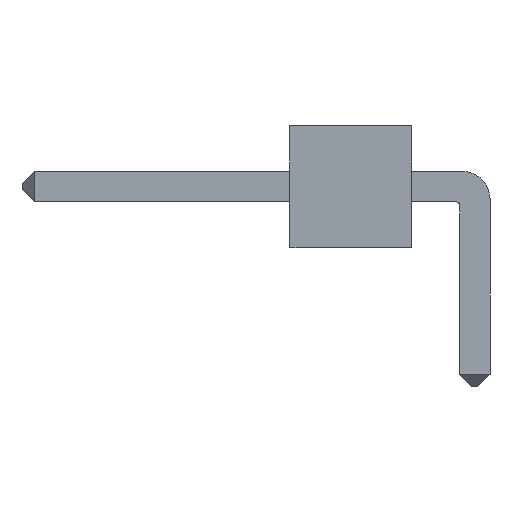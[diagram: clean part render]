
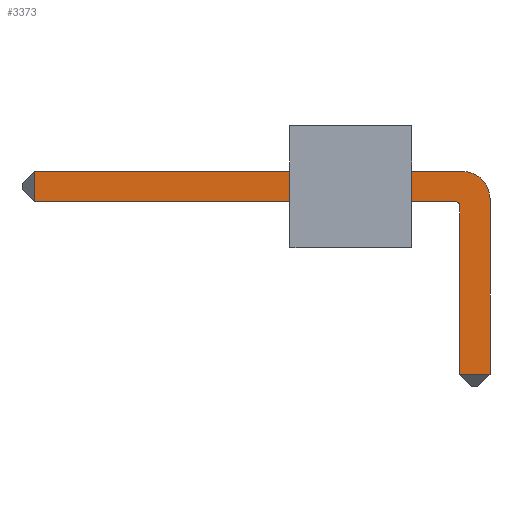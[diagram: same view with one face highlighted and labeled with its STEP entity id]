
A CAD part, left-side view. The second image highlights one B-rep face of the part: STEP entity #3373.
In plain terms, the highlighted planar face has unit normal (-1, 0, 0).
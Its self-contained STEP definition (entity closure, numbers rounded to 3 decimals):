
#2516 = VERTEX_POINT('',#2517);
#2517 = CARTESIAN_POINT('',(-0.33,-0.33,-2.736));
#2526 = PLANE('',#2527);
#2527 = AXIS2_PLACEMENT_3D('',#2528,#2529,#2530);
#2528 = CARTESIAN_POINT('',(-0.198,-0.33,-2.868));
#2529 = DIRECTION('',(-0.707,0.,-0.707));
#2530 = DIRECTION('',(0.,1.,0.));
#2550 = EDGE_CURVE('',#2516,#2551,#2553,.T.);
#2551 = VERTEX_POINT('',#2552);
#2552 = CARTESIAN_POINT('',(-0.33,0.33,-2.736));
#2553 = SURFACE_CURVE('',#2554,(#2558,#2565),.PCURVE_S1.);
#2554 = LINE('',#2555,#2556);
#2555 = CARTESIAN_POINT('',(-0.33,-0.33,-2.736));
#2556 = VECTOR('',#2557,1.);
#2557 = DIRECTION('',(0.,1.,0.));
#2558 = PCURVE('',#2526,#2559);
#2559 = DEFINITIONAL_REPRESENTATION('',(#2560),#2564);
#2560 = LINE('',#2561,#2562);
#2561 = CARTESIAN_POINT('',(0.,-0.187));
#2562 = VECTOR('',#2563,1.);
#2563 = DIRECTION('',(1.,0.));
#2564 = ( GEOMETRIC_REPRESENTATION_CONTEXT(2) 
PARAMETRIC_REPRESENTATION_CONTEXT() REPRESENTATION_CONTEXT('2D SPACE',''
  ) );
#2565 = PCURVE('',#2566,#2571);
#2566 = PLANE('',#2567);
#2567 = AXIS2_PLACEMENT_3D('',#2568,#2569,#2570);
#2568 = CARTESIAN_POINT('',(-0.33,3.439,0.65));
#2569 = DIRECTION('',(-1.,-0.,-0.));
#2570 = DIRECTION('',(0.,0.,-1.));
#2571 = DEFINITIONAL_REPRESENTATION('',(#2572),#2576);
#2572 = LINE('',#2573,#2574);
#2573 = CARTESIAN_POINT('',(3.386,3.769));
#2574 = VECTOR('',#2575,1.);
#2575 = DIRECTION('',(0.,-1.));
#2576 = ( GEOMETRIC_REPRESENTATION_CONTEXT(2) 
PARAMETRIC_REPRESENTATION_CONTEXT() REPRESENTATION_CONTEXT('2D SPACE',''
  ) );
#2652 = PLANE('',#2653);
#2653 = AXIS2_PLACEMENT_3D('',#2654,#2655,#2656);
#2654 = CARTESIAN_POINT('',(-0.33,0.33,-3.));
#2655 = DIRECTION('',(0.,1.,0.));
#2656 = DIRECTION('',(0.,0.,1.));
#2717 = VERTEX_POINT('',#2718);
#2718 = CARTESIAN_POINT('',(-0.33,9.536,0.99));
#2727 = PLANE('',#2728);
#2728 = AXIS2_PLACEMENT_3D('',#2729,#2730,#2731);
#2729 = CARTESIAN_POINT('',(-0.198,9.668,0.99));
#2730 = DIRECTION('',(0.707,-0.707,0.));
#2731 = DIRECTION('',(-0.,-0.,-1.));
#2751 = EDGE_CURVE('',#2717,#2752,#2754,.T.);
#2752 = VERTEX_POINT('',#2753);
#2753 = CARTESIAN_POINT('',(-0.33,9.536,1.65));
#2754 = SURFACE_CURVE('',#2755,(#2759,#2766),.PCURVE_S1.);
#2755 = LINE('',#2756,#2757);
#2756 = CARTESIAN_POINT('',(-0.33,9.536,0.99));
#2757 = VECTOR('',#2758,1.);
#2758 = DIRECTION('',(0.,0.,1.));
#2759 = PCURVE('',#2727,#2760);
#2760 = DEFINITIONAL_REPRESENTATION('',(#2761),#2765);
#2761 = LINE('',#2762,#2763);
#2762 = CARTESIAN_POINT('',(-0.,-0.187));
#2763 = VECTOR('',#2764,1.);
#2764 = DIRECTION('',(-1.,0.));
#2765 = ( GEOMETRIC_REPRESENTATION_CONTEXT(2) 
PARAMETRIC_REPRESENTATION_CONTEXT() REPRESENTATION_CONTEXT('2D SPACE',''
  ) );
#2766 = PCURVE('',#2566,#2767);
#2767 = DEFINITIONAL_REPRESENTATION('',(#2768),#2772);
#2768 = LINE('',#2769,#2770);
#2769 = CARTESIAN_POINT('',(-0.34,-6.097));
#2770 = VECTOR('',#2771,1.);
#2771 = DIRECTION('',(-1.,0.));
#2772 = ( GEOMETRIC_REPRESENTATION_CONTEXT(2) 
PARAMETRIC_REPRESENTATION_CONTEXT() REPRESENTATION_CONTEXT('2D SPACE',''
  ) );
#2897 = PLANE('',#2898);
#2898 = AXIS2_PLACEMENT_3D('',#2899,#2900,#2901);
#2899 = CARTESIAN_POINT('',(-0.33,-0.33,0.99));
#2900 = DIRECTION('',(0.,0.,1.));
#2901 = DIRECTION('',(1.,0.,0.));
#2912 = EDGE_CURVE('',#2913,#2717,#2915,.T.);
#2913 = VERTEX_POINT('',#2914);
#2914 = CARTESIAN_POINT('',(-0.33,0.396,0.99));
#2915 = SURFACE_CURVE('',#2916,(#2920,#2927),.PCURVE_S1.);
#2916 = LINE('',#2917,#2918);
#2917 = CARTESIAN_POINT('',(-0.33,-0.33,0.99));
#2918 = VECTOR('',#2919,1.);
#2919 = DIRECTION('',(0.,1.,0.));
#2920 = PCURVE('',#2897,#2921);
#2921 = DEFINITIONAL_REPRESENTATION('',(#2922),#2926);
#2922 = LINE('',#2923,#2924);
#2923 = CARTESIAN_POINT('',(0.,0.));
#2924 = VECTOR('',#2925,1.);
#2925 = DIRECTION('',(0.,1.));
#2926 = ( GEOMETRIC_REPRESENTATION_CONTEXT(2) 
PARAMETRIC_REPRESENTATION_CONTEXT() REPRESENTATION_CONTEXT('2D SPACE',''
  ) );
#2927 = PCURVE('',#2566,#2928);
#2928 = DEFINITIONAL_REPRESENTATION('',(#2929),#2933);
#2929 = LINE('',#2930,#2931);
#2930 = CARTESIAN_POINT('',(-0.34,3.769));
#2931 = VECTOR('',#2932,1.);
#2932 = DIRECTION('',(0.,-1.));
#2933 = ( GEOMETRIC_REPRESENTATION_CONTEXT(2) 
PARAMETRIC_REPRESENTATION_CONTEXT() REPRESENTATION_CONTEXT('2D SPACE',''
  ) );
#2951 = CYLINDRICAL_SURFACE('',#2952,0.066);
#2952 = AXIS2_PLACEMENT_3D('',#2953,#2954,#2955);
#2953 = CARTESIAN_POINT('',(-0.33,0.396,0.924));
#2954 = DIRECTION('',(1.,0.,0.));
#2955 = DIRECTION('',(0.,0.,1.));
#2993 = EDGE_CURVE('',#2913,#2994,#2996,.T.);
#2994 = VERTEX_POINT('',#2995);
#2995 = CARTESIAN_POINT('',(-0.33,0.33,0.924));
#2996 = SURFACE_CURVE('',#2997,(#3002,#3009),.PCURVE_S1.);
#2997 = CIRCLE('',#2998,0.066);
#2998 = AXIS2_PLACEMENT_3D('',#2999,#3000,#3001);
#2999 = CARTESIAN_POINT('',(-0.33,0.396,0.924));
#3000 = DIRECTION('',(1.,0.,-0.));
#3001 = DIRECTION('',(0.,0.,1.));
#3002 = PCURVE('',#2951,#3003);
#3003 = DEFINITIONAL_REPRESENTATION('',(#3004),#3008);
#3004 = LINE('',#3005,#3006);
#3005 = CARTESIAN_POINT('',(0.,0.));
#3006 = VECTOR('',#3007,1.);
#3007 = DIRECTION('',(1.,0.));
#3008 = ( GEOMETRIC_REPRESENTATION_CONTEXT(2) 
PARAMETRIC_REPRESENTATION_CONTEXT() REPRESENTATION_CONTEXT('2D SPACE',''
  ) );
#3009 = PCURVE('',#2566,#3010);
#3010 = DEFINITIONAL_REPRESENTATION('',(#3011),#3019);
#3011 = ( BOUNDED_CURVE() B_SPLINE_CURVE(2,(#3012,#3013,#3014,#3015,
#3016,#3017,#3018),.UNSPECIFIED.,.T.,.F.) B_SPLINE_CURVE_WITH_KNOTS((1,2
    ,2,2,2,1),(-2.094,0.,2.094,4.189,
6.283,8.378),.UNSPECIFIED.) CURVE() 
GEOMETRIC_REPRESENTATION_ITEM() RATIONAL_B_SPLINE_CURVE((1.,0.5,1.,0.5,
1.,0.5,1.)) REPRESENTATION_ITEM('') );
#3012 = CARTESIAN_POINT('',(-0.34,3.043));
#3013 = CARTESIAN_POINT('',(-0.34,3.157));
#3014 = CARTESIAN_POINT('',(-0.241,3.1));
#3015 = CARTESIAN_POINT('',(-0.142,3.043));
#3016 = CARTESIAN_POINT('',(-0.241,2.986));
#3017 = CARTESIAN_POINT('',(-0.34,2.929));
#3018 = CARTESIAN_POINT('',(-0.34,3.043));
#3019 = ( GEOMETRIC_REPRESENTATION_CONTEXT(2) 
PARAMETRIC_REPRESENTATION_CONTEXT() REPRESENTATION_CONTEXT('2D SPACE',''
  ) );
#3092 = EDGE_CURVE('',#2551,#2994,#3093,.T.);
#3093 = SURFACE_CURVE('',#3094,(#3098,#3105),.PCURVE_S1.);
#3094 = LINE('',#3095,#3096);
#3095 = CARTESIAN_POINT('',(-0.33,0.33,-3.));
#3096 = VECTOR('',#3097,1.);
#3097 = DIRECTION('',(0.,0.,1.));
#3098 = PCURVE('',#2652,#3099);
#3099 = DEFINITIONAL_REPRESENTATION('',(#3100),#3104);
#3100 = LINE('',#3101,#3102);
#3101 = CARTESIAN_POINT('',(0.,0.));
#3102 = VECTOR('',#3103,1.);
#3103 = DIRECTION('',(1.,0.));
#3104 = ( GEOMETRIC_REPRESENTATION_CONTEXT(2) 
PARAMETRIC_REPRESENTATION_CONTEXT() REPRESENTATION_CONTEXT('2D SPACE',''
  ) );
#3105 = PCURVE('',#2566,#3106);
#3106 = DEFINITIONAL_REPRESENTATION('',(#3107),#3111);
#3107 = LINE('',#3108,#3109);
#3108 = CARTESIAN_POINT('',(3.65,3.109));
#3109 = VECTOR('',#3110,1.);
#3110 = DIRECTION('',(-1.,0.));
#3111 = ( GEOMETRIC_REPRESENTATION_CONTEXT(2) 
PARAMETRIC_REPRESENTATION_CONTEXT() REPRESENTATION_CONTEXT('2D SPACE',''
  ) );
#3205 = PLANE('',#3206);
#3206 = AXIS2_PLACEMENT_3D('',#3207,#3208,#3209);
#3207 = CARTESIAN_POINT('',(0.,4.9,1.65));
#3208 = DIRECTION('',(0.,0.,1.));
#3209 = DIRECTION('',(0.,1.,0.));
#3264 = PLANE('',#3265);
#3265 = AXIS2_PLACEMENT_3D('',#3266,#3267,#3268);
#3266 = CARTESIAN_POINT('',(-0.33,-0.33,-3.));
#3267 = DIRECTION('',(0.,1.,0.));
#3268 = DIRECTION('',(0.,0.,1.));
#3373 = ADVANCED_FACE('',(#3374),#2566,.T.);
#3374 = FACE_BOUND('',#3375,.T.);
#3375 = EDGE_LOOP('',(#3376,#3377,#3378,#3379,#3380,#3403,#3432,#3453));
#3376 = ORIENTED_EDGE('',*,*,#2912,.F.);
#3377 = ORIENTED_EDGE('',*,*,#2993,.T.);
#3378 = ORIENTED_EDGE('',*,*,#3092,.F.);
#3379 = ORIENTED_EDGE('',*,*,#2550,.F.);
#3380 = ORIENTED_EDGE('',*,*,#3381,.T.);
#3381 = EDGE_CURVE('',#2516,#3382,#3384,.T.);
#3382 = VERTEX_POINT('',#3383);
#3383 = CARTESIAN_POINT('',(-0.33,-0.33,1.056));
#3384 = SURFACE_CURVE('',#3385,(#3389,#3396),.PCURVE_S1.);
#3385 = LINE('',#3386,#3387);
#3386 = CARTESIAN_POINT('',(-0.33,-0.33,-3.));
#3387 = VECTOR('',#3388,1.);
#3388 = DIRECTION('',(0.,0.,1.));
#3389 = PCURVE('',#2566,#3390);
#3390 = DEFINITIONAL_REPRESENTATION('',(#3391),#3395);
#3391 = LINE('',#3392,#3393);
#3392 = CARTESIAN_POINT('',(3.65,3.769));
#3393 = VECTOR('',#3394,1.);
#3394 = DIRECTION('',(-1.,0.));
#3395 = ( GEOMETRIC_REPRESENTATION_CONTEXT(2) 
PARAMETRIC_REPRESENTATION_CONTEXT() REPRESENTATION_CONTEXT('2D SPACE',''
  ) );
#3396 = PCURVE('',#3264,#3397);
#3397 = DEFINITIONAL_REPRESENTATION('',(#3398),#3402);
#3398 = LINE('',#3399,#3400);
#3399 = CARTESIAN_POINT('',(0.,0.));
#3400 = VECTOR('',#3401,1.);
#3401 = DIRECTION('',(1.,0.));
#3402 = ( GEOMETRIC_REPRESENTATION_CONTEXT(2) 
PARAMETRIC_REPRESENTATION_CONTEXT() REPRESENTATION_CONTEXT('2D SPACE',''
  ) );
#3403 = ORIENTED_EDGE('',*,*,#3404,.T.);
#3404 = EDGE_CURVE('',#3382,#3405,#3407,.T.);
#3405 = VERTEX_POINT('',#3406);
#3406 = CARTESIAN_POINT('',(-0.33,0.264,1.65));
#3407 = SURFACE_CURVE('',#3408,(#3413,#3420),.PCURVE_S1.);
#3408 = CIRCLE('',#3409,0.594);
#3409 = AXIS2_PLACEMENT_3D('',#3410,#3411,#3412);
#3410 = CARTESIAN_POINT('',(-0.33,0.264,1.056));
#3411 = DIRECTION('',(-1.,0.,0.));
#3412 = DIRECTION('',(0.,0.,1.));
#3413 = PCURVE('',#2566,#3414);
#3414 = DEFINITIONAL_REPRESENTATION('',(#3415),#3419);
#3415 = CIRCLE('',#3416,0.594);
#3416 = AXIS2_PLACEMENT_2D('',#3417,#3418);
#3417 = CARTESIAN_POINT('',(-0.406,3.175));
#3418 = DIRECTION('',(-1.,0.));
#3419 = ( GEOMETRIC_REPRESENTATION_CONTEXT(2) 
PARAMETRIC_REPRESENTATION_CONTEXT() REPRESENTATION_CONTEXT('2D SPACE',''
  ) );
#3420 = PCURVE('',#3421,#3426);
#3421 = CYLINDRICAL_SURFACE('',#3422,0.594);
#3422 = AXIS2_PLACEMENT_3D('',#3423,#3424,#3425);
#3423 = CARTESIAN_POINT('',(-0.33,0.264,1.056));
#3424 = DIRECTION('',(1.,0.,0.));
#3425 = DIRECTION('',(0.,-1.,0.));
#3426 = DEFINITIONAL_REPRESENTATION('',(#3427),#3431);
#3427 = LINE('',#3428,#3429);
#3428 = CARTESIAN_POINT('',(4.712,-0.));
#3429 = VECTOR('',#3430,1.);
#3430 = DIRECTION('',(-1.,0.));
#3431 = ( GEOMETRIC_REPRESENTATION_CONTEXT(2) 
PARAMETRIC_REPRESENTATION_CONTEXT() REPRESENTATION_CONTEXT('2D SPACE',''
  ) );
#3432 = ORIENTED_EDGE('',*,*,#3433,.T.);
#3433 = EDGE_CURVE('',#3405,#2752,#3434,.T.);
#3434 = SURFACE_CURVE('',#3435,(#3439,#3446),.PCURVE_S1.);
#3435 = LINE('',#3436,#3437);
#3436 = CARTESIAN_POINT('',(-0.33,-0.33,1.65));
#3437 = VECTOR('',#3438,1.);
#3438 = DIRECTION('',(0.,1.,0.));
#3439 = PCURVE('',#2566,#3440);
#3440 = DEFINITIONAL_REPRESENTATION('',(#3441),#3445);
#3441 = LINE('',#3442,#3443);
#3442 = CARTESIAN_POINT('',(-1.,3.769));
#3443 = VECTOR('',#3444,1.);
#3444 = DIRECTION('',(0.,-1.));
#3445 = ( GEOMETRIC_REPRESENTATION_CONTEXT(2) 
PARAMETRIC_REPRESENTATION_CONTEXT() REPRESENTATION_CONTEXT('2D SPACE',''
  ) );
#3446 = PCURVE('',#3205,#3447);
#3447 = DEFINITIONAL_REPRESENTATION('',(#3448),#3452);
#3448 = LINE('',#3449,#3450);
#3449 = CARTESIAN_POINT('',(-5.23,0.33));
#3450 = VECTOR('',#3451,1.);
#3451 = DIRECTION('',(1.,0.));
#3452 = ( GEOMETRIC_REPRESENTATION_CONTEXT(2) 
PARAMETRIC_REPRESENTATION_CONTEXT() REPRESENTATION_CONTEXT('2D SPACE',''
  ) );
#3453 = ORIENTED_EDGE('',*,*,#2751,.F.);
